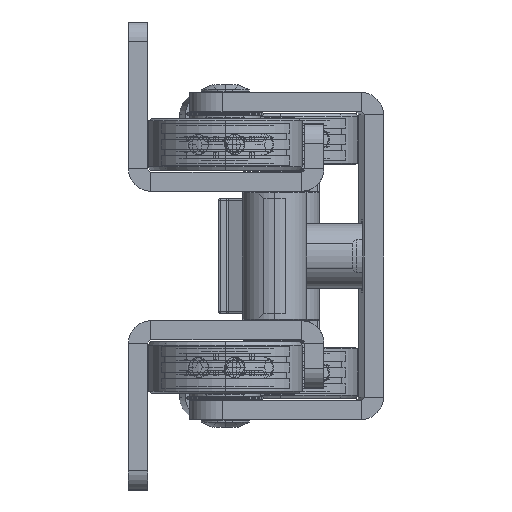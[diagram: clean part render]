
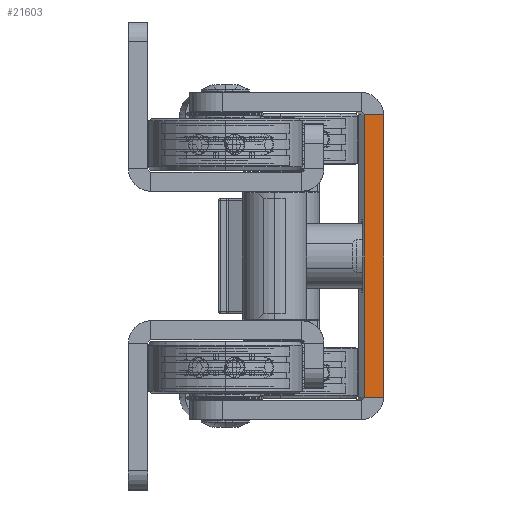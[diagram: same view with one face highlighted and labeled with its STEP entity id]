
A CAD part, left-side view. The second image highlights one B-rep face of the part: STEP entity #21603.
In plain terms, the highlighted face is planar.
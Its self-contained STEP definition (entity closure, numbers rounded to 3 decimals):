
#1233 = VECTOR ( 'NONE', #15743, 1000. ) ;
#1651 = DIRECTION ( 'NONE',  ( 0., 0., -1. ) ) ;
#1754 = CARTESIAN_POINT ( 'NONE',  ( 1050., -3., -22. ) ) ;
#1887 = VERTEX_POINT ( 'NONE', #25069 ) ;
#2963 = EDGE_CURVE ( 'NONE', #13692, #1887, #7201, .T. ) ;
#3323 = LINE ( 'NONE', #19015, #14510 ) ;
#4579 = ORIENTED_EDGE ( 'NONE', *, *, #9041, .F. ) ;
#5025 = VECTOR ( 'NONE', #22532, 1000. ) ;
#5038 = CARTESIAN_POINT ( 'NONE',  ( 1050., -3., 22. ) ) ;
#5928 = EDGE_CURVE ( 'NONE', #13692, #17049, #7211, .T. ) ;
#6015 = LINE ( 'NONE', #13826, #1233 ) ;
#7169 = ORIENTED_EDGE ( 'NONE', *, *, #2963, .F. ) ;
#7201 = LINE ( 'NONE', #5038, #5025 ) ;
#7211 = LINE ( 'NONE', #13108, #16106 ) ;
#8475 = CARTESIAN_POINT ( 'NONE',  ( 1050., -3., 58. ) ) ;
#8533 = CARTESIAN_POINT ( 'NONE',  ( 1050., 0., -22. ) ) ;
#8607 = FACE_OUTER_BOUND ( 'NONE', #25169, .T. ) ;
#9041 = EDGE_CURVE ( 'NONE', #16885, #17049, #6015, .T. ) ;
#12437 = DIRECTION ( 'NONE',  ( 1., 0., 0. ) ) ;
#13108 = CARTESIAN_POINT ( 'NONE',  ( 1050., -3., 58. ) ) ;
#13692 = VERTEX_POINT ( 'NONE', #21270 ) ;
#13826 = CARTESIAN_POINT ( 'NONE',  ( 1050., -3., -22. ) ) ;
#14510 = VECTOR ( 'NONE', #1651, 1000. ) ;
#15277 = EDGE_CURVE ( 'NONE', #1887, #16885, #3323, .T. ) ;
#15743 = DIRECTION ( 'NONE',  ( 0., -1., 0. ) ) ;
#16106 = VECTOR ( 'NONE', #17053, 1000. ) ;
#16523 = PLANE ( 'NONE',  #17839 ) ;
#16783 = DIRECTION ( 'NONE',  ( 0., 0., -1. ) ) ;
#16885 = VERTEX_POINT ( 'NONE', #8533 ) ;
#17049 = VERTEX_POINT ( 'NONE', #1754 ) ;
#17053 = DIRECTION ( 'NONE',  ( 0., 0., -1. ) ) ;
#17322 = ORIENTED_EDGE ( 'NONE', *, *, #5928, .T. ) ;
#17839 = AXIS2_PLACEMENT_3D ( 'NONE', #8475, #12437, #16783 ) ;
#18162 = ORIENTED_EDGE ( 'NONE', *, *, #15277, .F. ) ;
#19015 = CARTESIAN_POINT ( 'NONE',  ( 1050., 0., 58. ) ) ;
#21270 = CARTESIAN_POINT ( 'NONE',  ( 1050., -3., 22. ) ) ;
#21603 = ADVANCED_FACE ( 'NONE', ( #8607 ), #16523, .T. ) ;
#22532 = DIRECTION ( 'NONE',  ( 0., 1., 0. ) ) ;
#25069 = CARTESIAN_POINT ( 'NONE',  ( 1050., 0., 22. ) ) ;
#25169 = EDGE_LOOP ( 'NONE', ( #4579, #18162, #7169, #17322 ) ) ;
